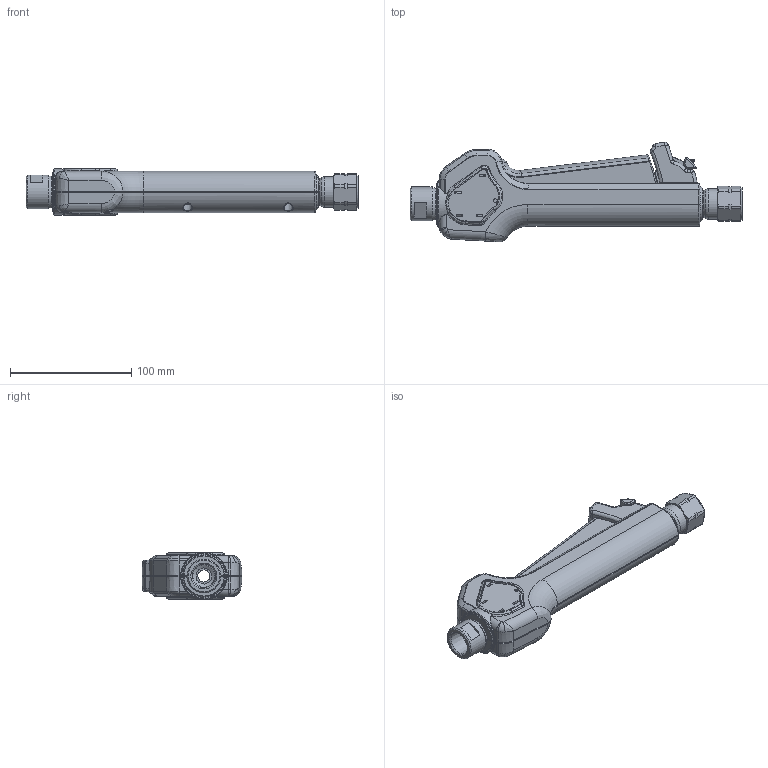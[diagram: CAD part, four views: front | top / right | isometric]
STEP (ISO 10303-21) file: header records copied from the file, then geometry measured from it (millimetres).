
FILE_DESCRIPTION(/* description */ ('Unknown'),/* implementation_level */ '2;1');
FILE_NAME(/* name */ 'ST-3240_1-2_IG',/* time_stamp */ '2018-08-06T08:11:58+02:00',/* author */ ('Unknown'),/* organization */ ('Unknown'),/* preprocessor_version */ 'ST-DEVELOPER v16.7',/* originating_system */ 'DEX',/* authorisation */ $);
FILE_SCHEMA (('AUTOMOTIVE_DESIGN {1 0 10303 214 3 1 1}'));
Length unit declared in the file: millimetre
Products named in the file (1): Part1
Bounding box: 274 x 82.2 x 38 mm (x, y, z)
Volume: 177755.5 mm3; surface area: 118499 mm2
Topology: 5 solids, 5 shells, 4005 faces, 10345 edges, 6342 vertices
Faces by surface type: plane 1414, bspline 861, cylinder 768, torus 397, cone 384, sphere 181
Full cylindrical faces by diameter (mm): 2.5 x6, 3 x3, 3.5 x2, 6.9 x7, 10 x1, 14 x1, 14.917 x2, 16.5 x1, 18.258 x1, 18.923 x1, 20 x1, 21.8 x1, 25.2 x1, 25.8 x1, 26.8 x1, 28 x1, 28.7 x1, 28.8 x1, 30 x1, 31 x1
Entity records: 162845 total; most frequent: CARTESIAN_POINT 53458, ORIENTED_EDGE 19858, DIRECTION 15663, EDGE_CURVE 9929, AXIS2_PLACEMENT_3D 6429, VERTEX_POINT 6232, FACE_BOUND 4355, EDGE_LOOP 4354
